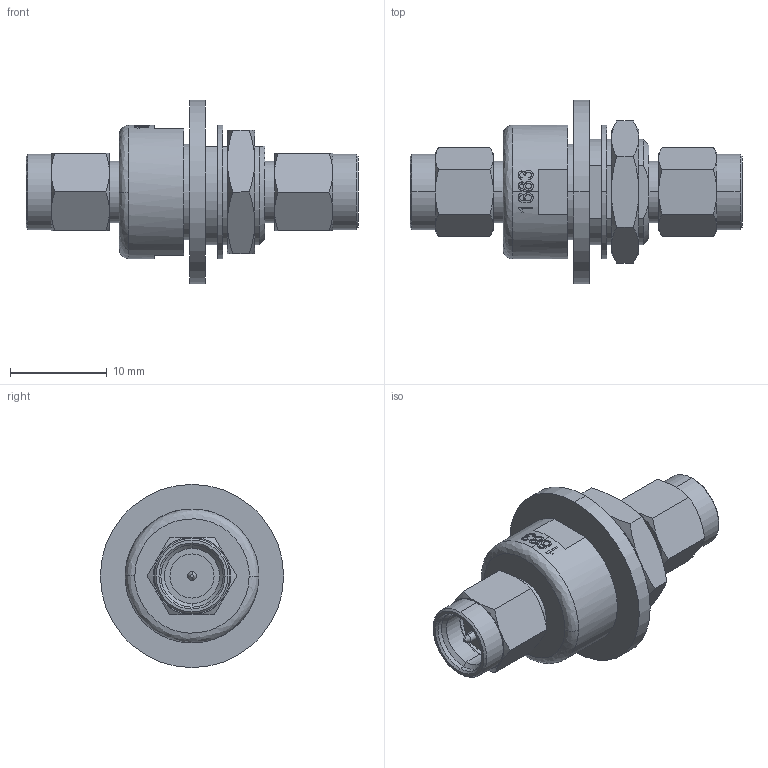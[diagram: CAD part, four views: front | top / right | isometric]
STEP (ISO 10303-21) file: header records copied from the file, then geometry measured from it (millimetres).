
FILE_DESCRIPTION (( 'STEP AP214' ), '1' );
FILE_NAME ('FMAD1683_3D.step', '2023-03-13T20:47:24', ( '' ), ( '' ), 'SwSTEP 2.0', 'SolidWorks 2022', '' );
FILE_SCHEMA (( 'AUTOMOTIVE_DESIGN' ));
Length unit declared in the file: inch
Products named in the file (4): Copy of ADS-A3A3-BF-18-8^FMAD1683; Copy of ADS-PC3PC3-BF^FMAD1683; FMAD1683_3D; Copy of ADS-A3A3-BF-18-7^FMAD1683
Assembly tree (3 placements, depth 2):
  FMAD1683_3D
    Copy of ADS-PC3PC3-BF^FMAD1683
    Copy of ADS-A3A3-BF-18-8^FMAD1683
    Copy of ADS-A3A3-BF-18-7^FMAD1683
Bounding box: 34.25 x 18.9 x 18.9 mm (x, y, z)
Volume: 2965.2 mm3; surface area: 2524.7 mm2
Topology: 3 solids, 3 shells, 290 faces, 722 edges, 460 vertices
Faces by surface type: plane 89, cylinder 87, bspline 65, cone 49
Entity records: 12966 total; most frequent: CARTESIAN_POINT 6360, ORIENTED_EDGE 1444, DIRECTION 1178, EDGE_CURVE 722, VERTEX_POINT 460, AXIS2_PLACEMENT_3D 458, EDGE_LOOP 316, FACE_OUTER_BOUND 290
